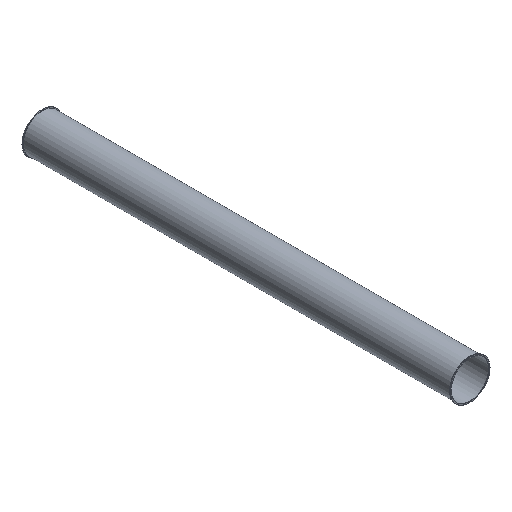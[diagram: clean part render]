
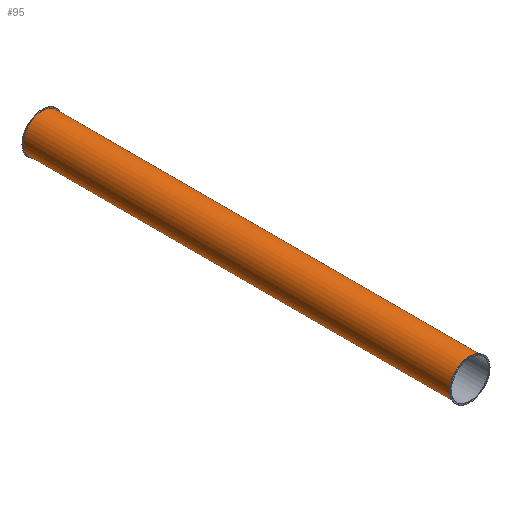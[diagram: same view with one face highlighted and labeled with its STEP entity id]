
A CAD part, isometric view. The second image highlights one B-rep face of the part: STEP entity #95.
In plain terms, the highlighted cylindrical face has radius 89 mm (diameter 178 mm), a full revolution.
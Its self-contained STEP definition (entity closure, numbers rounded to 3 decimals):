
#19=FACE_BOUND('',#36,.T.);
#27=FACE_OUTER_BOUND('',#35,.T.);
#35=EDGE_LOOP('',(#75));
#36=EDGE_LOOP('',(#76));
#51=CIRCLE('',#106,89.);
#52=CIRCLE('',#107,89.);
#59=VERTEX_POINT('',#157);
#60=VERTEX_POINT('',#159);
#67=EDGE_CURVE('',#59,#59,#51,.T.);
#68=EDGE_CURVE('',#60,#60,#52,.T.);
#75=ORIENTED_EDGE('',*,*,#67,.T.);
#76=ORIENTED_EDGE('',*,*,#68,.F.);
#91=CYLINDRICAL_SURFACE('',#105,89.);
#95=ADVANCED_FACE('',(#27,#19),#91,.T.);
#105=AXIS2_PLACEMENT_3D('',#156,#123,#124);
#106=AXIS2_PLACEMENT_3D('',#158,#125,#126);
#107=AXIS2_PLACEMENT_3D('',#160,#127,#128);
#123=DIRECTION('center_axis',(0.,1.,0.));
#124=DIRECTION('ref_axis',(-1.,0.,0.));
#125=DIRECTION('center_axis',(0.,1.,0.));
#126=DIRECTION('ref_axis',(1.,0.,0.));
#127=DIRECTION('center_axis',(0.,1.,0.));
#128=DIRECTION('ref_axis',(1.,0.,0.));
#156=CARTESIAN_POINT('Origin',(87.,994.,0.));
#157=CARTESIAN_POINT('',(-2.,2.,0.));
#158=CARTESIAN_POINT('Origin',(87.,2.,0.));
#159=CARTESIAN_POINT('',(-2.,1986.,0.));
#160=CARTESIAN_POINT('Origin',(87.,1986.,0.));
